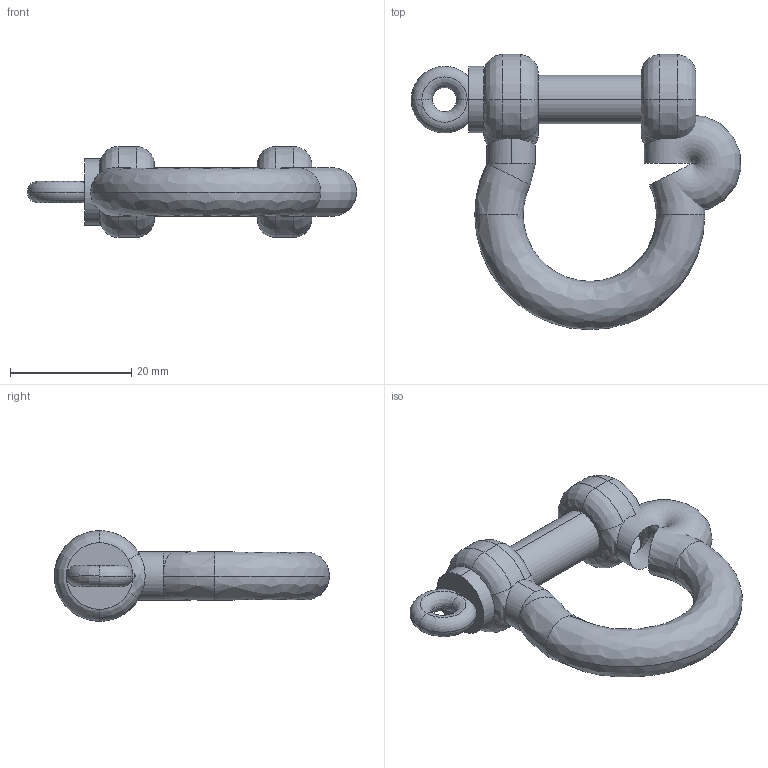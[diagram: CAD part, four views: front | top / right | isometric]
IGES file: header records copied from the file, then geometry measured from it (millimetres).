
Start section: SolidWorks IGES file using analytic representation for surfaces
Global section: file name: sone3D.IGS; native system: SolidWorks 2012; preprocessor: SolidWorks 2012; author: 0960ts; date: 130924.133828; units: millimetre
Bounding box: 54.43 x 45.5 x 15 mm (x, y, z)
Volume: 6498.8 mm3; surface area: 5169.9 mm2
Topology: 2 solids, 2 shells, 57 faces, 131 edges, 74 vertices
Faces by surface type: revolution 46, plane 7, bspline 4
